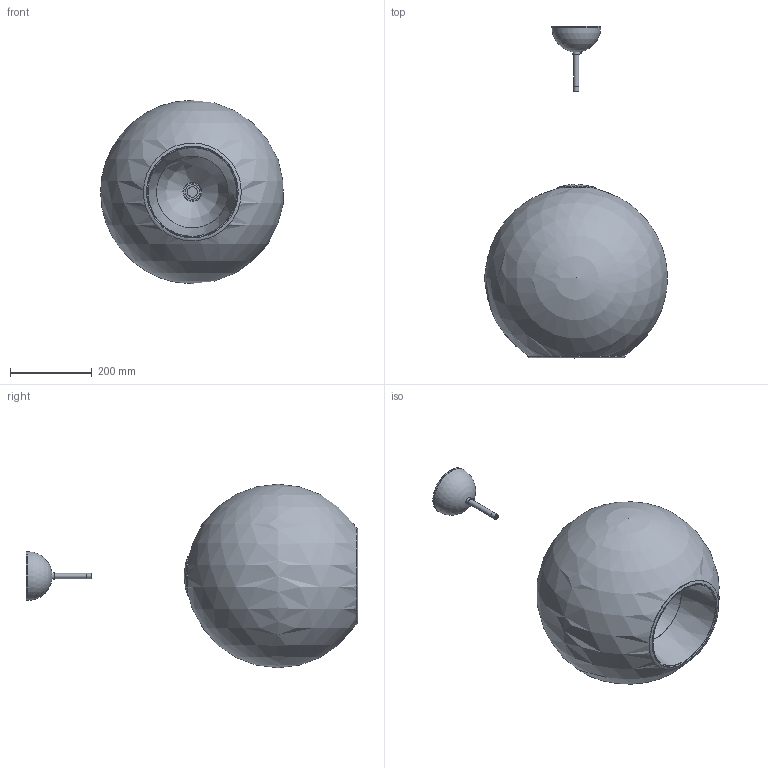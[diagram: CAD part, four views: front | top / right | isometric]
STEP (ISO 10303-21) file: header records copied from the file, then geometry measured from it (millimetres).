
FILE_DESCRIPTION(/* description */ (''),/* implementation_level */ '2;1');
FILE_NAME(/* name */ 'F364490150xxNE.stp',/* time_stamp */ '2020-01-21T09:28:48+01:00',/* author */ ('sghezzi'),/* organization */ (''),/* preprocessor_version */ 'ST-DEVELOPER v17.2',/* originating_system */ 'Autodesk Inventor 2019',/* authorisation */ '');
FILE_SCHEMA (('AUTOMOTIVE_DESIGN { 1 0 10303 214 3 1 1 }'));
Length unit declared in the file: millimetre
Products named in the file (29): Assieme; DIFF VETRO; PIATTELLO SUPER; COPRIPIATTELLO; RIFL INTER; CAVALLOTTO; 007600931_Tubetto fil D13 L100 CR; 006600333 RONDELLA LI M10X1X40X2 ACCIAIO CR; ROSONE GUIDOLUX; 005010750_PL_P10H_750V_E27_CERAM; 005358001_BICCH_CR_X_PL; 063015000_rondella_De_10,5x18x0,9_ZnBi; 060009000_DADO_ES_M10X1_H3_L13_ZnBi; Gancio 49.0710 Rovelli; 066010000_Bloccacavo ot nk 2 fori + viti 65091020; Parte6; Vite 65091020 x bloccacavo 066010000; 007364418 TUBETTO FIL  M10X1 L 190 ZnGi T.11.90.21.61; Guarnizione ny; 065015030; Articolo 36561 Sacla; Articolo 36551 Sacla; 005535800 ; 006514125 Passacavo 5141.05 ny neutro; 006322902; 065007460 VITE M3x20 TCb+FE ZnBi; 066002100_capocorda_foro_4; 063017001_Rondella_De_4,3X8X0,5_ZnBi; 065010304
Assembly tree (37 placements, depth 3):
  Assieme
    DIFF VETRO
    PIATTELLO SUPER
    COPRIPIATTELLO
    RIFL INTER
    CAVALLOTTO
    007600931_Tubetto fil D13 L100 CR
    006600333 RONDELLA LI M10X1X40X2 ACCIAIO CR  x2
    063015000_rondella_De_10,5x18x0,9_ZnBi  x3
    ROSONE GUIDOLUX
    005010750_PL_P10H_750V_E27_CERAM
    005358001_BICCH_CR_X_PL
    060009000_DADO_ES_M10X1_H3_L13_ZnBi  x2
    Gancio 49.0710 Rovelli
    066010000_Bloccacavo ot nk 2 fori + viti 65091020
      Parte6
      Vite 65091020 x bloccacavo 066010000  x2
    007364418 TUBETTO FIL  M10X1 L 190 ZnGi T.11.90.21.61
    Guarnizione ny
    065015030
    Articolo 36561 Sacla
    Articolo 36551 Sacla
    005535800 
    006514125 Passacavo 5141.05 ny neutro
    006322902  x2
    065007460 VITE M3x20 TCb+FE ZnBi  x2
    066002100_capocorda_foro_4
    063017001_Rondella_De_4,3X8X0,5_ZnBi  x3
    065010304
Bounding box: 448.36 x 814 x 450 mm (x, y, z)
Volume: 1970420 mm3; surface area: 1553145.1 mm2
Topology: 36 solids, 36 shells, 961 faces, 2578 edges, 1708 vertices
Faces by surface type: plane 693, cylinder 203, cone 36, torus 12, sphere 9, bspline 8
Full cylindrical faces by diameter (mm): 2.2 x4, 2.459 x5, 3 x7, 3.242 x2, 4 x5, 4.2 x1, 4.3 x3, 4.4 x1, 5 x2, 5.6 x2, 6 x5, 7 x3, 7.5 x1, 8 x1, 8.376 x2, 8.917 x2, 8.92 x1, 9.5 x1, 10 x3, 10.4 x3, 10.5 x2, 11.311 x1, 11.5 x1, 11.582 x1, 12.5 x1, 13 x4, 13.5 x1, 16 x1, 17 x1, 25 x1
Entity records: 18601 total; most frequent: CARTESIAN_POINT 3725, DIRECTION 3056, ORIENTED_EDGE 2802, EDGE_CURVE 1401, AXIS2_PLACEMENT_3D 1138, VERTEX_POINT 937, LINE 780, VECTOR 780
